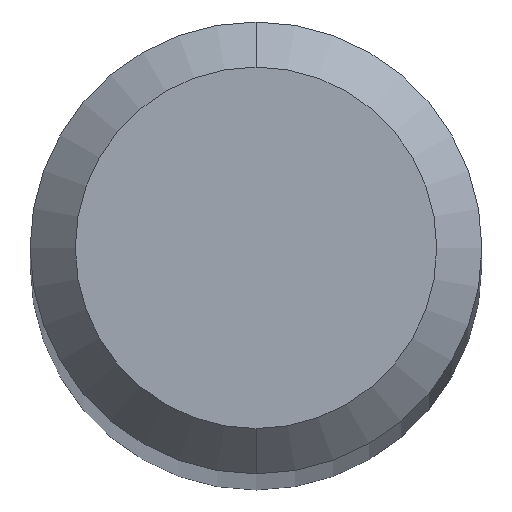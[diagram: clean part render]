
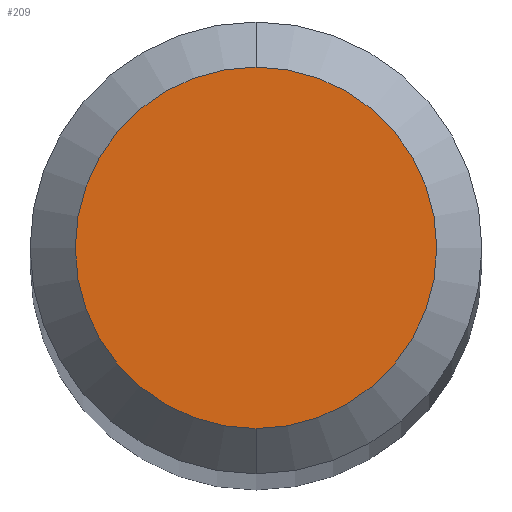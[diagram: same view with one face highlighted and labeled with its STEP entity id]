
A CAD part, top view. The second image highlights one B-rep face of the part: STEP entity #209.
In plain terms, the highlighted planar face has unit normal (0, 0, 1).
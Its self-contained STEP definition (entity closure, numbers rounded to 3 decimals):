
#5 = ORIENTED_EDGE ( 'NONE', *, *, #27, .T. ) ;
#19 = AXIS2_PLACEMENT_3D ( 'NONE', #195, #135, #210 ) ;
#27 = EDGE_CURVE ( 'NONE', #116, #202, #57, .T. ) ;
#36 = AXIS2_PLACEMENT_3D ( 'NONE', #142, #80, #48 ) ;
#44 = CIRCLE ( 'NONE', #164, 1.544 ) ;
#46 = PLANE ( 'NONE',  #36 ) ;
#48 = DIRECTION ( 'NONE',  ( 0., 1., 0. ) ) ;
#57 = CIRCLE ( 'NONE', #19, 1.544 ) ;
#66 = ORIENTED_EDGE ( 'NONE', *, *, #141, .T. ) ;
#76 = DIRECTION ( 'NONE',  ( 0., 1., 0. ) ) ;
#80 = DIRECTION ( 'NONE',  ( 0., 0., -1. ) ) ;
#91 = DIRECTION ( 'NONE',  ( 0., 0., 1. ) ) ;
#98 = EDGE_LOOP ( 'NONE', ( #5, #66 ) ) ;
#101 = CARTESIAN_POINT ( 'NONE',  ( 0., 1.544, 0. ) ) ;
#116 = VERTEX_POINT ( 'NONE', #101 ) ;
#120 = FACE_OUTER_BOUND ( 'NONE', #98, .T. ) ;
#135 = DIRECTION ( 'NONE',  ( 0., 0., 1. ) ) ;
#141 = EDGE_CURVE ( 'NONE', #202, #116, #44, .T. ) ;
#142 = CARTESIAN_POINT ( 'NONE',  ( 0., 1.93, 0. ) ) ;
#164 = AXIS2_PLACEMENT_3D ( 'NONE', #165, #91, #76 ) ;
#165 = CARTESIAN_POINT ( 'NONE',  ( 0., 0., 0. ) ) ;
#184 = CARTESIAN_POINT ( 'NONE',  ( 0., -1.544, 0. ) ) ;
#195 = CARTESIAN_POINT ( 'NONE',  ( 0., 0., 0. ) ) ;
#202 = VERTEX_POINT ( 'NONE', #184 ) ;
#209 = ADVANCED_FACE ( 'NONE', ( #120 ), #46, .F. ) ;
#210 = DIRECTION ( 'NONE',  ( 0., 1., 0. ) ) ;
